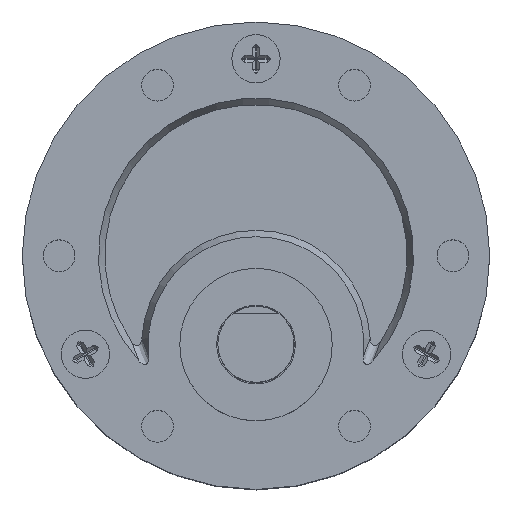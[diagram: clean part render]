
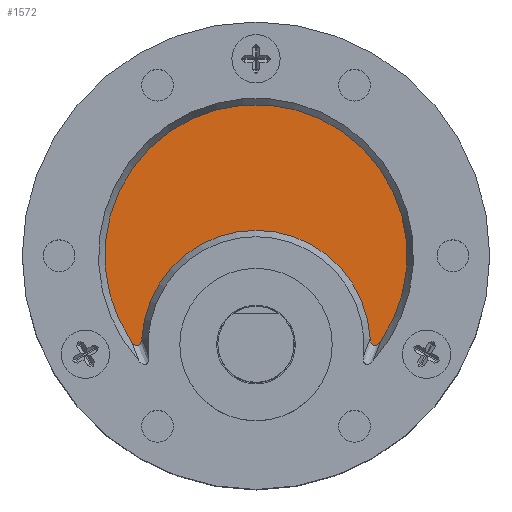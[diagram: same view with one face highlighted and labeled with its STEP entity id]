
A CAD part, top view. The second image highlights one B-rep face of the part: STEP entity #1572.
In plain terms, the highlighted planar face has unit normal (0, 0, 1).
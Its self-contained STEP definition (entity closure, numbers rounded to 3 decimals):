
#651 = CARTESIAN_POINT ( 'NONE',  ( 28.935, -6.73, 18.925 ) ) ;
#746 = CARTESIAN_POINT ( 'NONE',  ( 29.251, -7.063, 18.925 ) ) ;
#1327 = CARTESIAN_POINT ( 'NONE',  ( 10.938, -6.518, 18.925 ) ) ;
#1572 = ADVANCED_FACE ( 'NONE', ( #19513 ), #23759, .T. ) ;
#1622 = AXIS2_PLACEMENT_3D ( 'NONE', #18297, #9166, #4578 ) ;
#2407 = EDGE_CURVE ( 'NONE', #15662, #14101, #10304, .T. ) ;
#2829 = B_SPLINE_CURVE_WITH_KNOTS ( 'NONE', 3,
 ( #2853, #14274, #651, #7325, #14484, #16869, #12255, #746, #5335, #3058, #25952, #28035, #28143, #16674 ),
 .UNSPECIFIED., .F., .F.,
 ( 4, 2, 2, 2, 2, 2, 4 ),
 ( 0., 0., 0., 0.001, 0.001, 0.001, 0.001 ),
 .UNSPECIFIED. ) ;
#2853 = CARTESIAN_POINT ( 'NONE',  ( 28.912, -6.518, 18.925 ) ) ;
#2898 = CARTESIAN_POINT ( 'NONE',  ( 10.932, -6.626, 18.925 ) ) ;
#3058 = CARTESIAN_POINT ( 'NONE',  ( 29.411, -7.033, 18.925 ) ) ;
#3519 = AXIS2_PLACEMENT_3D ( 'NONE', #23857, #25488, #27779 ) ;
#4200 = ORIENTED_EDGE ( 'NONE', *, *, #2407, .T. ) ;
#4578 = DIRECTION ( 'NONE',  ( 1., 0., 0. ) ) ;
#4619 = CARTESIAN_POINT ( 'NONE',  ( 28.912, -6.518, 18.925 ) ) ;
#5069 = CARTESIAN_POINT ( 'NONE',  ( 10.7, -7.036, 18.925 ) ) ;
#5173 = CARTESIAN_POINT ( 'NONE',  ( 10.938, -6.518, 18.925 ) ) ;
#5274 = CARTESIAN_POINT ( 'NONE',  ( 10.254, -6.915, 18.925 ) ) ;
#5335 = CARTESIAN_POINT ( 'NONE',  ( 29.307, -7.061, 18.925 ) ) ;
#5921 = EDGE_CURVE ( 'NONE', #18062, #15662, #29660, .T. ) ;
#5958 = AXIS2_PLACEMENT_3D ( 'NONE', #9763, #23495, #14087 ) ;
#7325 = CARTESIAN_POINT ( 'NONE',  ( 28.999, -6.878, 18.925 ) ) ;
#9166 = DIRECTION ( 'NONE',  ( 0., 0., 1. ) ) ;
#9763 = CARTESIAN_POINT ( 'NONE',  ( 19.925, -7., 18.925 ) ) ;
#10001 = CARTESIAN_POINT ( 'NONE',  ( 10.596, -7.063, 18.925 ) ) ;
#10304 = B_SPLINE_CURVE_WITH_KNOTS ( 'NONE', 3,
 ( #16717, #12194, #5274, #20997, #16516, #21299, #10001, #5069, #14314, #16618, #27976, #14105, #2898, #5173 ),
 .UNSPECIFIED., .F., .F.,
 ( 4, 2, 2, 2, 2, 2, 4 ),
 ( 0., 0., 0., 0.001, 0.001, 0.001, 0.001 ),
 .UNSPECIFIED. ) ;
#11659 = VERTEX_POINT ( 'NONE', #4619 ) ;
#12194 = CARTESIAN_POINT ( 'NONE',  ( 10.184, -6.836, 18.925 ) ) ;
#12255 = CARTESIAN_POINT ( 'NONE',  ( 29.147, -7.034, 18.925 ) ) ;
#14087 = DIRECTION ( 'NONE',  ( 1., 0., 0. ) ) ;
#14101 = VERTEX_POINT ( 'NONE', #1327 ) ;
#14105 = CARTESIAN_POINT ( 'NONE',  ( 10.914, -6.734, 18.925 ) ) ;
#14274 = CARTESIAN_POINT ( 'NONE',  ( 28.918, -6.625, 18.925 ) ) ;
#14314 = CARTESIAN_POINT ( 'NONE',  ( 10.747, -7.005, 18.925 ) ) ;
#14484 = CARTESIAN_POINT ( 'NONE',  ( 29.027, -6.925, 18.925 ) ) ;
#14519 = ORIENTED_EDGE ( 'NONE', *, *, #28439, .T. ) ;
#14595 = ORIENTED_EDGE ( 'NONE', *, *, #5921, .T. ) ;
#15662 = VERTEX_POINT ( 'NONE', #21753 ) ;
#16414 = EDGE_CURVE ( 'NONE', #11659, #18062, #2829, .T. ) ;
#16516 = CARTESIAN_POINT ( 'NONE',  ( 10.437, -7.032, 18.925 ) ) ;
#16618 = CARTESIAN_POINT ( 'NONE',  ( 10.821, -6.928, 18.925 ) ) ;
#16674 = CARTESIAN_POINT ( 'NONE',  ( 29.727, -6.748, 18.925 ) ) ;
#16717 = CARTESIAN_POINT ( 'NONE',  ( 10.123, -6.748, 18.925 ) ) ;
#16869 = CARTESIAN_POINT ( 'NONE',  ( 29.101, -7.004, 18.925 ) ) ;
#18062 = VERTEX_POINT ( 'NONE', #22458 ) ;
#18297 = CARTESIAN_POINT ( 'NONE',  ( 19.925, 0., 18.925 ) ) ;
#19513 = FACE_OUTER_BOUND ( 'NONE', #29589, .T. ) ;
#20731 = ORIENTED_EDGE ( 'NONE', *, *, #16414, .T. ) ;
#20997 = CARTESIAN_POINT ( 'NONE',  ( 10.388, -7.007, 18.925 ) ) ;
#21299 = CARTESIAN_POINT ( 'NONE',  ( 10.54, -7.06, 18.925 ) ) ;
#21753 = CARTESIAN_POINT ( 'NONE',  ( 10.123, -6.748, 18.925 ) ) ;
#22458 = CARTESIAN_POINT ( 'NONE',  ( 29.727, -6.748, 18.925 ) ) ;
#22711 = CIRCLE ( 'NONE', #5958, 9. ) ;
#23495 = DIRECTION ( 'NONE',  ( 0., 0., -1. ) ) ;
#23759 = PLANE ( 'NONE',  #3519 ) ;
#23857 = CARTESIAN_POINT ( 'NONE',  ( 19.925, 0., 18.925 ) ) ;
#25488 = DIRECTION ( 'NONE',  ( 0., 0., 1. ) ) ;
#25952 = CARTESIAN_POINT ( 'NONE',  ( 29.46, -7.008, 18.925 ) ) ;
#27779 = DIRECTION ( 'NONE',  ( 1., 0., 0. ) ) ;
#27976 = CARTESIAN_POINT ( 'NONE',  ( 10.85, -6.881, 18.925 ) ) ;
#28035 = CARTESIAN_POINT ( 'NONE',  ( 29.593, -6.918, 18.925 ) ) ;
#28143 = CARTESIAN_POINT ( 'NONE',  ( 29.666, -6.836, 18.925 ) ) ;
#28439 = EDGE_CURVE ( 'NONE', #14101, #11659, #22711, .T. ) ;
#29589 = EDGE_LOOP ( 'NONE', ( #14519, #20731, #14595, #4200 ) ) ;
#29660 = CIRCLE ( 'NONE', #1622, 11.9 ) ;
